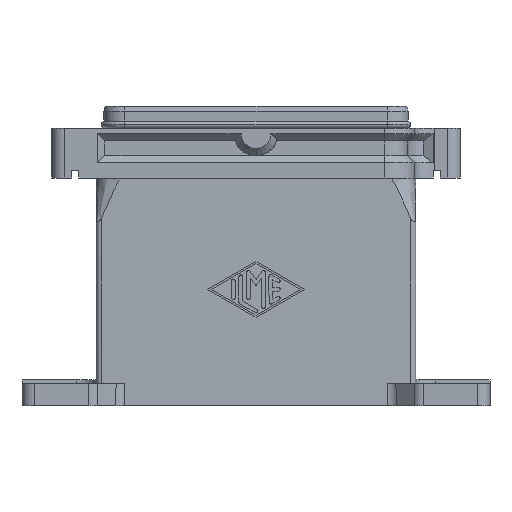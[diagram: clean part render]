
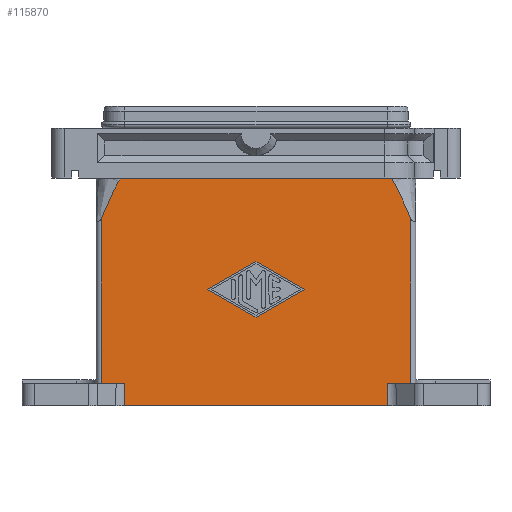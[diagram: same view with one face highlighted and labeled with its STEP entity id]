
A CAD part, front view. The second image highlights one B-rep face of the part: STEP entity #115870.
In plain terms, the highlighted planar face has unit normal (0, -1, 0.024).
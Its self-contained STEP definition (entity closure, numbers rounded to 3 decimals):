
#33960=CARTESIAN_POINT('',(62.5,-28.401,
-16.422));
#33970=VERTEX_POINT('',#33960);
#34160=CARTESIAN_POINT('',(62.5,-30.024,-83.));
#34170=VERTEX_POINT('',#34160);
#34200=CARTESIAN_POINT('',(62.5,-30.037,
-83.5));
#34210=DIRECTION('',(0.,0.024,1.));
#34220=VECTOR('',#34210,1.);
#34230=LINE('',#34200,#34220);
#34240=EDGE_CURVE('',#34170,#33970,#34230,.T.);
#49000=CARTESIAN_POINT('',(19.5,-29.097,-44.997));
#49010=VERTEX_POINT('',#49000);
#49180=CARTESIAN_POINT('',(0.,-28.823,-33.747));
#49190=VERTEX_POINT('',#49180);
#49220=CARTESIAN_POINT('',(0.,-28.823,-33.747));
#49230=DIRECTION('',(0.866,-0.012,
-0.5));
#49240=VECTOR('',#49230,1.);
#49250=LINE('',#49220,#49240);
#49260=EDGE_CURVE('',#49190,#49010,#49250,.T.);
#49470=CARTESIAN_POINT('',(0.,-29.372,-56.247))
;
#49480=VERTEX_POINT('',#49470);
#49600=CARTESIAN_POINT('',(0.,-29.372,-56.247));
#49610=DIRECTION('',(-0.866,-0.012,
-0.5));
#49620=VECTOR('',#49610,1.);
#49630=LINE('',#49600,#49620);
#49640=EDGE_CURVE('',#49010,#49480,#49630,.T.);
#50520=CARTESIAN_POINT('',(-19.5,-29.097,-44.997));
#50530=VERTEX_POINT('',#50520);
#50650=CARTESIAN_POINT('',(0.,-29.372,-56.247));
#50660=DIRECTION('',(-0.866,0.012,
0.5));
#50670=VECTOR('',#50660,1.);
#50680=LINE('',#50650,#50670);
#50690=EDGE_CURVE('',#49480,#50530,#50680,.T.);
#50940=CARTESIAN_POINT('',(0.,-28.823,-33.747));
#50950=DIRECTION('',(0.866,0.012,
0.5));
#50960=VECTOR('',#50950,1.);
#50970=LINE('',#50940,#50960);
#50980=EDGE_CURVE('',#50530,#49190,#50970,.T.);
#74680=CARTESIAN_POINT('',(-62.5,-30.037,-83.5));
#74690=DIRECTION('',(0.,0.024,1.));
#74700=VECTOR('',#74690,1.);
#74710=LINE('',#74680,#74700);
#74720=CARTESIAN_POINT('',(-62.5,-30.024,-83.));
#74730=VERTEX_POINT('',#74720);
#74740=CARTESIAN_POINT('',(-62.5,-28.401,-16.422));
#74750=VERTEX_POINT('',#74740);
#74760=EDGE_CURVE('',#74730,#74750,#74710,.T.);
#108990=CARTESIAN_POINT('',(54.5,-28.,0.))
;
#109000=CARTESIAN_POINT('',(54.533,-28.,0.))
;
#109010=CARTESIAN_POINT('',(54.597,-28.001,
-0.047));
#109020=CARTESIAN_POINT('',(54.713,-28.004,
-0.164));
#109030=CARTESIAN_POINT('',(54.918,-28.011,
-0.436));
#109040=CARTESIAN_POINT('',(55.343,-28.027,
-1.103));
#109050=CARTESIAN_POINT('',(56.007,-28.056,
-2.296));
#109060=CARTESIAN_POINT('',(56.913,-28.099,
-4.049));
#109070=CARTESIAN_POINT('',(57.976,-28.152,
-6.219));
#109080=CARTESIAN_POINT('',(59.118,-28.211,
-8.651));
#109090=CARTESIAN_POINT('',(60.669,-28.295,
-12.079));
#109100=CARTESIAN_POINT('',(61.785,-28.358,
-14.675));
#109110=CARTESIAN_POINT('',(62.5,-28.401,
-16.422));
#109120=B_SPLINE_CURVE_WITH_KNOTS('',3,(#108990,#109000,#109010,#109020,
#109030,#109040,#109050,#109060,#109070,#109080,#109090,#109100,#109110)
,.UNSPECIFIED.,.F.,.F.,(4,1,1,1,1,1,1,1,1,1,4),(0.,0.005,
0.012,0.028,0.061,
0.142,0.251,0.384,0.537,
0.691,1.),.UNSPECIFIED.);
#109130=CARTESIAN_POINT('',(54.5,-28.,0.));
#109140=VERTEX_POINT('',#109130);
#109150=EDGE_CURVE('',#109140,#33970,#109120,.T.);
#112710=CARTESIAN_POINT('',(-54.5,-28.,0.));
#112720=VERTEX_POINT('',#112710);
#112750=CARTESIAN_POINT('',(-62.5,-28.401,
-16.422));
#112760=CARTESIAN_POINT('',(-62.211,-28.383,
-15.716));
#112770=CARTESIAN_POINT('',(-61.771,-28.358,
-14.659));
#112780=CARTESIAN_POINT('',(-61.169,-28.323,
-13.256));
#112790=CARTESIAN_POINT('',(-60.559,-28.289,
-11.857));
#112800=CARTESIAN_POINT('',(-59.783,-28.247,
-10.114));
#112810=CARTESIAN_POINT('',(-58.511,-28.179,
-7.338));
#112820=CARTESIAN_POINT('',(-57.192,-28.112,
-4.583));
#112830=CARTESIAN_POINT('',(-55.964,-28.054,
-2.212));
#112840=CARTESIAN_POINT('',(-55.306,-28.026,
-1.047));
#112850=CARTESIAN_POINT('',(-54.949,-28.012,
-0.486));
#112860=CARTESIAN_POINT('',(-54.752,-28.005,
-0.21));
#112870=CARTESIAN_POINT('',(-54.626,-28.002,
-0.076));
#112880=CARTESIAN_POINT('',(-54.548,-28.,0.)
);
#112890=CARTESIAN_POINT('',(-54.5,-28.,0.
));
#112900=B_SPLINE_CURVE_WITH_KNOTS('',3,(#112750,#112760,#112770,#112780,
#112790,#112800,#112810,#112820,#112830,#112840,#112850,#112860,#112870,
#112880,#112890),.UNSPECIFIED.,.F.,.F.,(4,1,1,1,1,1,1,1,1,1,1,1,4),(0.,
0.125,0.188,0.25,0.375,
0.5,0.75,0.875,0.938,
0.969,0.984,0.992,1.),.UNSPECIFIED.)
;
#112910=EDGE_CURVE('',#74750,#112720,#112900,.T.);
#115260=CARTESIAN_POINT('',(65.635,-30.3,
-94.31));
#115270=DIRECTION('',(0.,-1.,0.024));
#115280=DIRECTION('',(0.,0.024,1.));
#115290=AXIS2_PLACEMENT_3D('',#115260,#115270,#115280);
#115300=PLANE('',#115290);
#115310=CARTESIAN_POINT('',(0.,-30.024,-83.));
#115320=DIRECTION('',(1.,-0.,-0.));
#115330=VECTOR('',#115320,1.);
#115340=LINE('',#115310,#115330);
#115350=CARTESIAN_POINT('',(-52.952,-30.024,-83.));
#115360=VERTEX_POINT('',#115350);
#115370=EDGE_CURVE('',#74730,#115360,#115340,.T.);
#115380=ORIENTED_EDGE('',*,*,#115370,.T.);
#115390=ORIENTED_EDGE('',*,*,#74760,.F.);
#115400=ORIENTED_EDGE('',*,*,#112910,.F.);
#115410=CARTESIAN_POINT('',(0.,-28.,-0.));
#115420=DIRECTION('',(1.,0.,0.));
#115430=VECTOR('',#115420,1.);
#115440=LINE('',#115410,#115430);
#115450=EDGE_CURVE('',#112720,#109140,#115440,.T.);
#115460=ORIENTED_EDGE('',*,*,#115450,.F.);
#115470=ORIENTED_EDGE('',*,*,#109150,.F.);
#115480=ORIENTED_EDGE('',*,*,#34240,.T.);
#115490=CARTESIAN_POINT('',(0.,-30.024,-83.));
#115500=DIRECTION('',(1.,-0.,-0.));
#115510=VECTOR('',#115500,1.);
#115520=LINE('',#115490,#115510);
#115530=CARTESIAN_POINT('',(52.952,-30.024,-83.));
#115540=VERTEX_POINT('',#115530);
#115550=EDGE_CURVE('',#115540,#34170,#115520,.T.);
#115560=ORIENTED_EDGE('',*,*,#115550,.T.);
#115570=CARTESIAN_POINT('',(53.18,-30.253,
-92.36));
#115580=DIRECTION('',(-0.024,0.024,
0.999));
#115590=VECTOR('',#115580,1.);
#115600=LINE('',#115570,#115590);
#115610=CARTESIAN_POINT('',(53.171,-30.244,-92.));
#115620=VERTEX_POINT('',#115610);
#115630=EDGE_CURVE('',#115620,#115540,#115600,.T.);
#115640=ORIENTED_EDGE('',*,*,#115630,.T.);
#115650=CARTESIAN_POINT('',(0.,-30.244,-92.));
#115660=DIRECTION('',(-1.,-0.,-0.));
#115670=VECTOR('',#115660,1.);
#115680=LINE('',#115650,#115670);
#115690=CARTESIAN_POINT('',(-53.171,-30.244,-92.));
#115700=VERTEX_POINT('',#115690);
#115710=EDGE_CURVE('',#115620,#115700,#115680,.T.);
#115720=ORIENTED_EDGE('',*,*,#115710,.F.);
#115730=CARTESIAN_POINT('',(-52.946,-30.019,
-82.762));
#115740=DIRECTION('',(-0.024,-0.024,
-0.999));
#115750=VECTOR('',#115740,1.);
#115760=LINE('',#115730,#115750);
#115770=EDGE_CURVE('',#115360,#115700,#115760,.T.);
#115780=ORIENTED_EDGE('',*,*,#115770,.T.);
#115790=EDGE_LOOP('',(#115780,#115720,#115640,#115560,#115480,#115470,
#115460,#115400,#115390,#115380));
#115800=FACE_OUTER_BOUND('',#115790,.T.);
#115810=ORIENTED_EDGE('',*,*,#49640,.T.);
#115820=ORIENTED_EDGE('',*,*,#49260,.T.);
#115830=ORIENTED_EDGE('',*,*,#50980,.T.);
#115840=ORIENTED_EDGE('',*,*,#50690,.T.);
#115850=EDGE_LOOP('',(#115840,#115830,#115820,#115810));
#115860=FACE_BOUND('',#115850,.T.);
#115870=ADVANCED_FACE('',(#115800,#115860),#115300,.T.);
